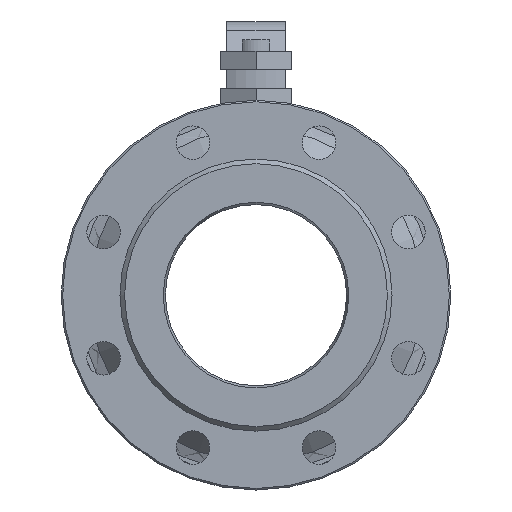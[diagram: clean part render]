
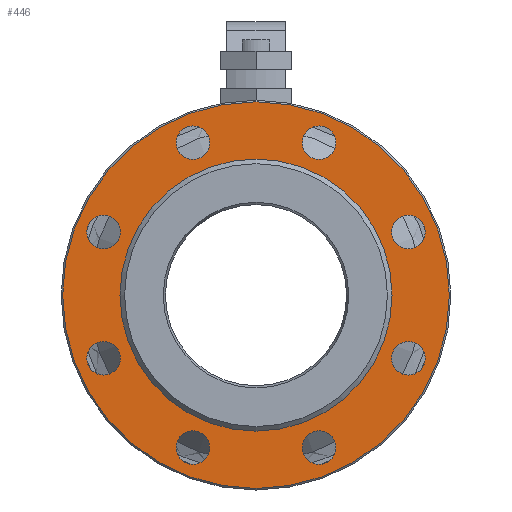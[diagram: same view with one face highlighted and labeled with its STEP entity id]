
A CAD part, left-side view. The second image highlights one B-rep face of the part: STEP entity #446.
In plain terms, the highlighted planar face has unit normal (-1, 0, 0).
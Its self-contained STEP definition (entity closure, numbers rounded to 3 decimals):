
#446 = ADVANCED_FACE( '', ( #1130, #1131, #1132, #1133, #1134, #1135, #1136, #1137, #1138, #1139 ), #1140, .F. );
#1130 = FACE_OUTER_BOUND( '', #2155, .T. );
#1131 = FACE_BOUND( '', #2156, .T. );
#1132 = FACE_BOUND( '', #2157, .T. );
#1133 = FACE_BOUND( '', #2158, .T. );
#1134 = FACE_BOUND( '', #2159, .T. );
#1135 = FACE_BOUND( '', #2160, .T. );
#1136 = FACE_BOUND( '', #2161, .T. );
#1137 = FACE_BOUND( '', #2162, .T. );
#1138 = FACE_BOUND( '', #2163, .T. );
#1139 = FACE_BOUND( '', #2164, .T. );
#1140 = PLANE( '', #2165 );
#2155 = EDGE_LOOP( '', ( #3469 ) );
#2156 = EDGE_LOOP( '', ( #3470 ) );
#2157 = EDGE_LOOP( '', ( #3471 ) );
#2158 = EDGE_LOOP( '', ( #3472 ) );
#2159 = EDGE_LOOP( '', ( #3473 ) );
#2160 = EDGE_LOOP( '', ( #3474 ) );
#2161 = EDGE_LOOP( '', ( #3475 ) );
#2162 = EDGE_LOOP( '', ( #3476 ) );
#2163 = EDGE_LOOP( '', ( #3477 ) );
#2164 = EDGE_LOOP( '', ( #3478 ) );
#2165 = AXIS2_PLACEMENT_3D( '', #3479, #3480, #3481 );
#3469 = ORIENTED_EDGE( '', *, *, #5214, .T. );
#3470 = ORIENTED_EDGE( '', *, *, #5060, .F. );
#3471 = ORIENTED_EDGE( '', *, *, #5119, .F. );
#3472 = ORIENTED_EDGE( '', *, *, #5215, .F. );
#3473 = ORIENTED_EDGE( '', *, *, #5216, .F. );
#3474 = ORIENTED_EDGE( '', *, *, #5217, .F. );
#3475 = ORIENTED_EDGE( '', *, *, #5218, .F. );
#3476 = ORIENTED_EDGE( '', *, *, #5219, .F. );
#3477 = ORIENTED_EDGE( '', *, *, #5220, .F. );
#3478 = ORIENTED_EDGE( '', *, *, #5107, .F. );
#3479 = CARTESIAN_POINT( '', ( 3., 0., -89. ) );
#3480 = DIRECTION( '', ( 1., 0., 0. ) );
#3481 = DIRECTION( '', ( 0., 0., -1. ) );
#5060 = EDGE_CURVE( '', #5907, #5907, #5908, .T. );
#5107 = EDGE_CURVE( '', #5983, #5983, #5984, .T. );
#5119 = EDGE_CURVE( '', #6003, #6003, #6004, .T. );
#5214 = EDGE_CURVE( '', #6146, #6146, #6147, .F. );
#5215 = EDGE_CURVE( '', #6148, #6148, #6149, .T. );
#5216 = EDGE_CURVE( '', #6150, #6150, #6151, .T. );
#5217 = EDGE_CURVE( '', #6152, #6152, #6153, .T. );
#5218 = EDGE_CURVE( '', #6154, #6154, #6155, .T. );
#5219 = EDGE_CURVE( '', #6156, #6156, #6157, .T. );
#5220 = EDGE_CURVE( '', #6158, #6158, #6159, .T. );
#5907 = VERTEX_POINT( '', #7343 );
#5908 = CIRCLE( '', #7344, 11. );
#5983 = VERTEX_POINT( '', #7551 );
#5984 = CIRCLE( '', #7552, 89. );
#6003 = VERTEX_POINT( '', #7591 );
#6004 = CIRCLE( '', #7592, 11. );
#6146 = VERTEX_POINT( '', #7900 );
#6147 = CIRCLE( '', #7901, 126.5 );
#6148 = VERTEX_POINT( '', #7902 );
#6149 = CIRCLE( '', #7903, 11. );
#6150 = VERTEX_POINT( '', #7904 );
#6151 = CIRCLE( '', #7905, 11. );
#6152 = VERTEX_POINT( '', #7906 );
#6153 = CIRCLE( '', #7907, 11. );
#6154 = VERTEX_POINT( '', #7908 );
#6155 = CIRCLE( '', #7909, 11. );
#6156 = VERTEX_POINT( '', #7910 );
#6157 = CIRCLE( '', #7911, 11. );
#6158 = VERTEX_POINT( '', #7912 );
#6159 = CIRCLE( '', #7913, 11. );
#7343 = CARTESIAN_POINT( '', ( 3., -52.311, 99.733 ) );
#7344 = AXIS2_PLACEMENT_3D( '', #9256, #9257, #9258 );
#7551 = CARTESIAN_POINT( '', ( 3., 0., 89. ) );
#7552 = AXIS2_PLACEMENT_3D( '', #9305, #9306, #9307 );
#7591 = CARTESIAN_POINT( '', ( 3., -110.733, 41.311 ) );
#7592 = AXIS2_PLACEMENT_3D( '', #9319, #9320, #9321 );
#7900 = CARTESIAN_POINT( '', ( 3., 0., -126.5 ) );
#7901 = AXIS2_PLACEMENT_3D( '', #9419, #9420, #9421 );
#7902 = CARTESIAN_POINT( '', ( 3., -110.733, -41.311 ) );
#7903 = AXIS2_PLACEMENT_3D( '', #9422, #9423, #9424 );
#7904 = CARTESIAN_POINT( '', ( 3., -52.311, -99.733 ) );
#7905 = AXIS2_PLACEMENT_3D( '', #9425, #9426, #9427 );
#7906 = CARTESIAN_POINT( '', ( 3., 30.311, -99.733 ) );
#7907 = AXIS2_PLACEMENT_3D( '', #9428, #9429, #9430 );
#7908 = CARTESIAN_POINT( '', ( 3., 88.733, -41.311 ) );
#7909 = AXIS2_PLACEMENT_3D( '', #9431, #9432, #9433 );
#7910 = CARTESIAN_POINT( '', ( 3., 88.733, 41.311 ) );
#7911 = AXIS2_PLACEMENT_3D( '', #9434, #9435, #9436 );
#7912 = CARTESIAN_POINT( '', ( 3., 30.311, 99.733 ) );
#7913 = AXIS2_PLACEMENT_3D( '', #9437, #9438, #9439 );
#9256 = CARTESIAN_POINT( '', ( 3., -41.311, 99.733 ) );
#9257 = DIRECTION( '', ( -1., 0., 0. ) );
#9258 = DIRECTION( '', ( 0., -1., 0. ) );
#9305 = CARTESIAN_POINT( '', ( 3., 0., 0. ) );
#9306 = DIRECTION( '', ( -1., 0., 0. ) );
#9307 = DIRECTION( '', ( 0., 0., 1. ) );
#9319 = CARTESIAN_POINT( '', ( 3., -99.733, 41.311 ) );
#9320 = DIRECTION( '', ( -1., 0., 0. ) );
#9321 = DIRECTION( '', ( 0., -1., 0. ) );
#9419 = CARTESIAN_POINT( '', ( 3., 0., 0. ) );
#9420 = DIRECTION( '', ( 1., 0., 0. ) );
#9421 = DIRECTION( '', ( 0., 0., -1. ) );
#9422 = CARTESIAN_POINT( '', ( 3., -99.733, -41.311 ) );
#9423 = DIRECTION( '', ( -1., 0., 0. ) );
#9424 = DIRECTION( '', ( 0., -1., 0. ) );
#9425 = CARTESIAN_POINT( '', ( 3., -41.311, -99.733 ) );
#9426 = DIRECTION( '', ( -1., 0., 0. ) );
#9427 = DIRECTION( '', ( 0., -1., 0. ) );
#9428 = CARTESIAN_POINT( '', ( 3., 41.311, -99.733 ) );
#9429 = DIRECTION( '', ( -1., 0., 0. ) );
#9430 = DIRECTION( '', ( 0., -1., 0. ) );
#9431 = CARTESIAN_POINT( '', ( 3., 99.733, -41.311 ) );
#9432 = DIRECTION( '', ( -1., 0., 0. ) );
#9433 = DIRECTION( '', ( 0., -1., 0. ) );
#9434 = CARTESIAN_POINT( '', ( 3., 99.733, 41.311 ) );
#9435 = DIRECTION( '', ( -1., 0., 0. ) );
#9436 = DIRECTION( '', ( 0., -1., 0. ) );
#9437 = CARTESIAN_POINT( '', ( 3., 41.311, 99.733 ) );
#9438 = DIRECTION( '', ( -1., 0., 0. ) );
#9439 = DIRECTION( '', ( 0., -1., 0. ) );
